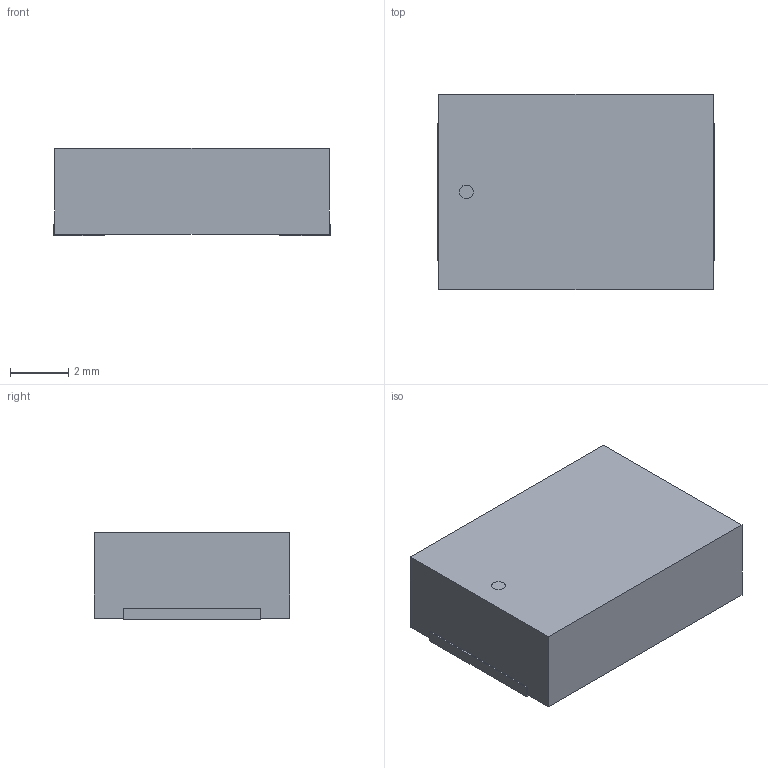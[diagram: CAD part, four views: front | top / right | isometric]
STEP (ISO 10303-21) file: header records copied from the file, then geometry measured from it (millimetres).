
FILE_DESCRIPTION(('STEP AP214'),'1');
FILE_NAME('FUSE_MF-SM185_BRN','2025-04-11T07:30:33',(''),(''),'','','');
FILE_SCHEMA(('AUTOMOTIVE_DESIGN'));
Length unit declared in the file: millimetre
Products named in the file (1): product
Bounding box: 9.5 x 6.71 x 3 mm (x, y, z)
Volume: 186.7 mm3; surface area: 261.7 mm2
Topology: 4 solids, 4 shells, 25 faces, 51 edges, 34 vertices
Faces by surface type: plane 24, cylinder 1
Full cylindrical faces by diameter (mm): 0.47 x1
Entity records: 785 total; most frequent: DIRECTION 106, ORIENTED_EDGE 100, CARTESIAN_POINT 63, EDGE_CURVE 50, LINE 48, VECTOR 48, VERTEX_POINT 34, AXIS2_PLACEMENT_3D 29
